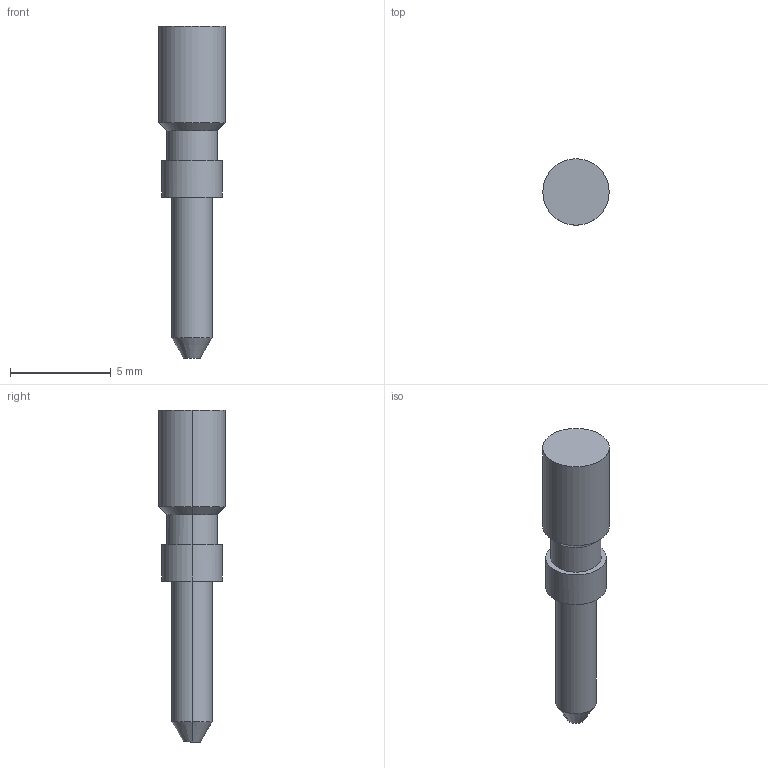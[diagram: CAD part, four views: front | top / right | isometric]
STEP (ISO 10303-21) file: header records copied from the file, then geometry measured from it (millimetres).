
FILE_DESCRIPTION(('CATIA V5 STEP Exchange','CAx-IF Rec.Pracs.--- Model Styling and Organization---1.4--- 2014-01-23'),'2;1');
FILE_NAME ('008230-2_1', '2019-11-20T14:30:49+00:00', ('none'), ('Weidmueller'), 'CATIA Version 5-6 Release 2016 SP3 HF44', 'CATIA V5 STEP AP214', 'none');
FILE_SCHEMA(('AUTOMOTIVE_DESIGN { 1 0 10303 214 1 1 1 1 }'));
Length unit declared in the file: millimetre
Products named in the file (1): 1170250000
Bounding box: 3.3 x 3.3 x 16.5 mm (x, y, z)
Volume: 87.5 mm3; surface area: 148 mm2
Topology: 1 solids, 1 shells, 16 faces, 30 edges, 18 vertices
Faces by surface type: cylinder 8, cone 4, plane 4
Entity records: 470 total; most frequent: CARTESIAN_POINT 138, ORIENTED_EDGE 60, DIRECTION 57, AXIS2_PLACEMENT_3D 30, EDGE_CURVE 30, EDGE_LOOP 18, VERTEX_POINT 18, ADVANCED_FACE 16
